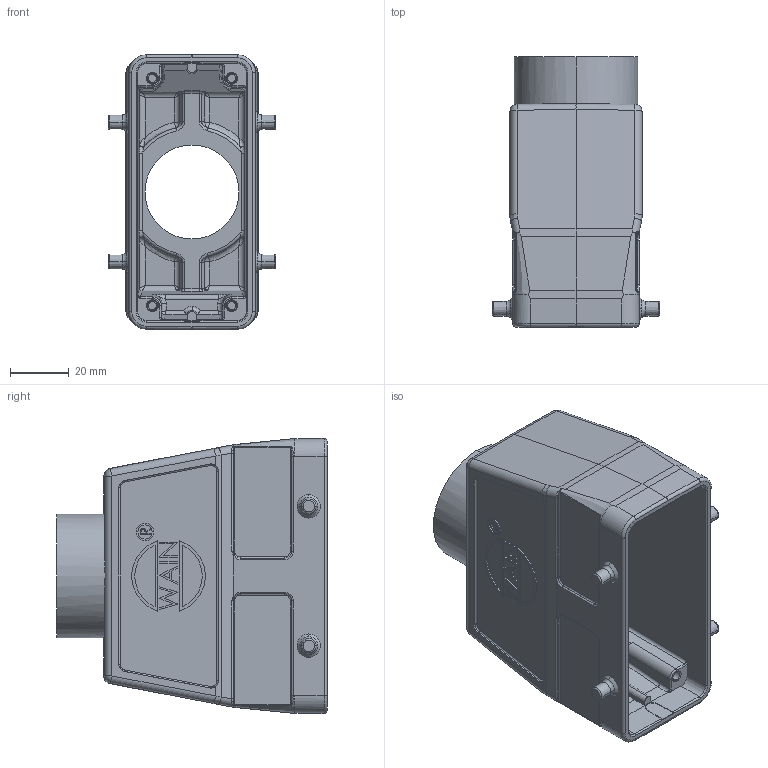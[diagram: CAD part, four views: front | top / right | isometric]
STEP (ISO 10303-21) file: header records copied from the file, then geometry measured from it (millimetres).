
FILE_DESCRIPTION((''),'2;1');
FILE_NAME('__16','2024-01-31T',('13034'),(''),'PRO/ENGINEER BY PARAMETRIC TECHNOLOGY CORPORATION, 2012480','PRO/ENGINEER BY PARAMETRIC TECHNOLOGY CORPORATION, 2012480','');
FILE_SCHEMA(('CONFIG_CONTROL_DESIGN'));
Length unit declared in the file: millimetre
Products named in the file (1): __16
Bounding box: 57 x 92 x 93.7 mm (x, y, z)
Volume: 82305.2 mm3; surface area: 46577.4 mm2
Topology: 1 solids, 1 shells, 680 faces, 1666 edges, 1004 vertices
Faces by surface type: plane 248, cylinder 185, bspline 113, torus 68, cone 48, extrusion 10, sphere 8
Entity records: 26983 total; most frequent: CARTESIAN_POINT 11885, ORIENTED_EDGE 3280, DIRECTION 2879, EDGE_CURVE 1640, AXIS2_PLACEMENT_3D 1035, VERTEX_POINT 1004, VECTOR 809, LINE 799
